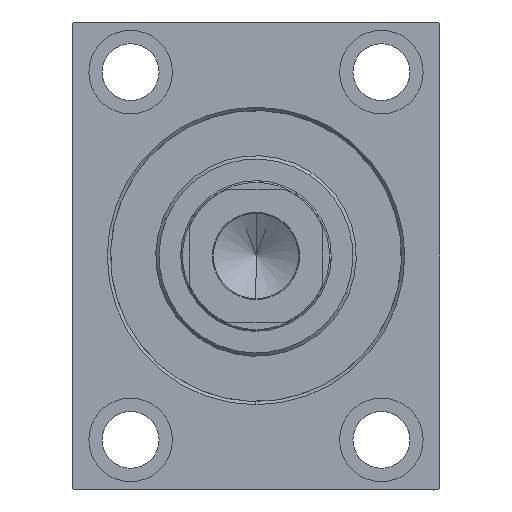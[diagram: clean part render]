
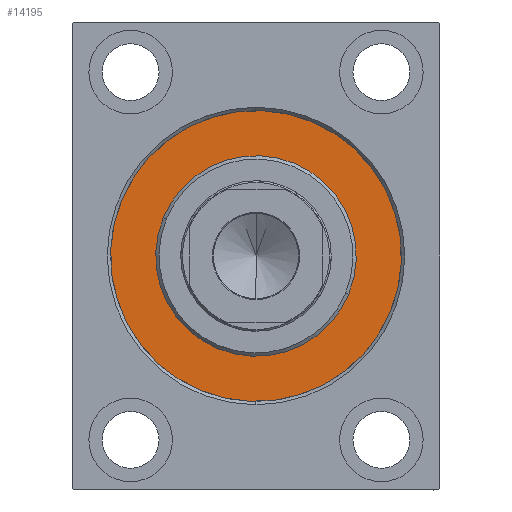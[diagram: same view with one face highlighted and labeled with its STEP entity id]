
A CAD part, left-side view. The second image highlights one B-rep face of the part: STEP entity #14195.
In plain terms, the highlighted face is planar.
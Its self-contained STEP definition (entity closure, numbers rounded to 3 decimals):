
#133 = EDGE_CURVE ( 'NONE', #33775, #35044, #41722, .T. ) ;
#1103 = DIRECTION ( 'NONE',  ( -1., 0., 0. ) ) ;
#1959 = EDGE_CURVE ( 'NONE', #10745, #26738, #17646, .T. ) ;
#2485 = CARTESIAN_POINT ( 'NONE',  ( 0., 0., -43.5 ) ) ;
#3056 = CARTESIAN_POINT ( 'NONE',  ( 0., 0., 0. ) ) ;
#6904 = AXIS2_PLACEMENT_3D ( 'NONE', #9591, #30883, #41324 ) ;
#7796 = DIRECTION ( 'NONE',  ( 0., 0., 1. ) ) ;
#8870 = DIRECTION ( 'NONE',  ( 1., 0., 0. ) ) ;
#9591 = CARTESIAN_POINT ( 'NONE',  ( 0., 0., 0. ) ) ;
#10745 = VERTEX_POINT ( 'NONE', #2485 ) ;
#10773 = CARTESIAN_POINT ( 'NONE',  ( 0., 0., 0. ) ) ;
#14195 = ADVANCED_FACE ( 'NONE', ( #37690, #33900 ), #30577, .F. ) ;
#14700 = EDGE_CURVE ( 'NONE', #26738, #10745, #31342, .T. ) ;
#15219 = ORIENTED_EDGE ( 'NONE', *, *, #133, .F. ) ;
#16176 = ORIENTED_EDGE ( 'NONE', *, *, #1959, .F. ) ;
#17646 = CIRCLE ( 'NONE', #42484, 43.5 ) ;
#17855 = AXIS2_PLACEMENT_3D ( 'NONE', #28835, #38617, #38179 ) ;
#20566 = DIRECTION ( 'NONE',  ( -1., 0., 0. ) ) ;
#21335 = AXIS2_PLACEMENT_3D ( 'NONE', #10773, #20566, #23450 ) ;
#23251 = EDGE_LOOP ( 'NONE', ( #16176, #43826 ) ) ;
#23450 = DIRECTION ( 'NONE',  ( 0., 0., 1. ) ) ;
#24607 = AXIS2_PLACEMENT_3D ( 'NONE', #3056, #8870, #39794 ) ;
#24991 = CARTESIAN_POINT ( 'NONE',  ( 0., 0., 43.5 ) ) ;
#26738 = VERTEX_POINT ( 'NONE', #24991 ) ;
#28835 = CARTESIAN_POINT ( 'NONE',  ( 0., 0., 0. ) ) ;
#30380 = CARTESIAN_POINT ( 'NONE',  ( 0., 0., -30. ) ) ;
#30577 = PLANE ( 'NONE',  #21335 ) ;
#30883 = DIRECTION ( 'NONE',  ( 1., 0., 0. ) ) ;
#31342 = CIRCLE ( 'NONE', #17855, 43.5 ) ;
#33443 = EDGE_LOOP ( 'NONE', ( #37106, #15219 ) ) ;
#33775 = VERTEX_POINT ( 'NONE', #30380 ) ;
#33900 = FACE_OUTER_BOUND ( 'NONE', #23251, .T. ) ;
#34911 = CARTESIAN_POINT ( 'NONE',  ( 0., 0., 30. ) ) ;
#35044 = VERTEX_POINT ( 'NONE', #34911 ) ;
#35953 = EDGE_CURVE ( 'NONE', #35044, #33775, #41651, .T. ) ;
#37106 = ORIENTED_EDGE ( 'NONE', *, *, #35953, .F. ) ;
#37690 = FACE_BOUND ( 'NONE', #33443, .T. ) ;
#38179 = DIRECTION ( 'NONE',  ( 0., 0., 1. ) ) ;
#38274 = CARTESIAN_POINT ( 'NONE',  ( 0., 0., 0. ) ) ;
#38617 = DIRECTION ( 'NONE',  ( -1., 0., 0. ) ) ;
#39794 = DIRECTION ( 'NONE',  ( 0., 0., -1. ) ) ;
#41324 = DIRECTION ( 'NONE',  ( 0., 0., -1. ) ) ;
#41651 = CIRCLE ( 'NONE', #24607, 30. ) ;
#41722 = CIRCLE ( 'NONE', #6904, 30. ) ;
#42484 = AXIS2_PLACEMENT_3D ( 'NONE', #38274, #1103, #7796 ) ;
#43826 = ORIENTED_EDGE ( 'NONE', *, *, #14700, .F. ) ;
